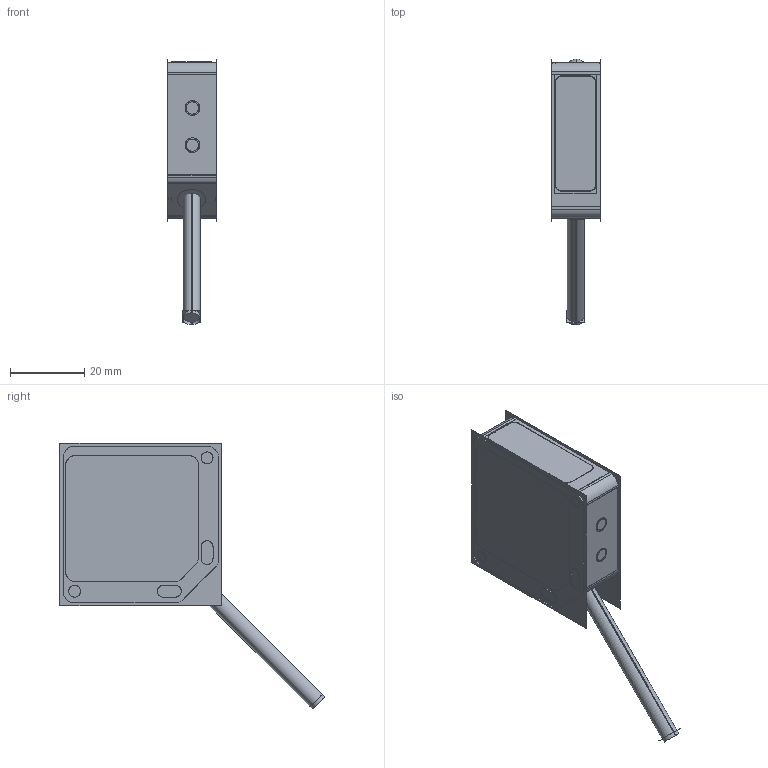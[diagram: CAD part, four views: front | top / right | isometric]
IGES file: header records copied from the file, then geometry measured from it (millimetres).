
Start section:  PTC IGES file: 188707.igs
Global section: file name: 188707.igs; native system: Creo Parametric by Parametric Technology Corporation; preprocessor: 2016010; author: pdmadmin; organization: Unknown; date: 20160412.163526; units: millimetre
Bounding box: 13.45 x 71.47 x 71.52 mm (x, y, z)
Volume: 9770 mm3; surface area: 72199 mm2
Topology: 5 solids, 7 shells, 486 faces, 2496 edges, 3128 vertices
Faces by surface type: bspline 294, revolution 192
